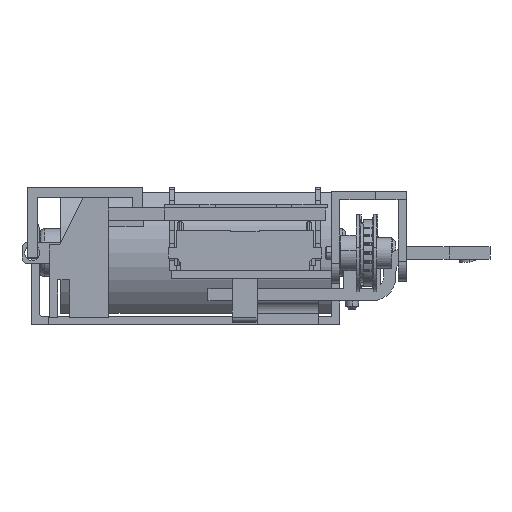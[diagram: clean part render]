
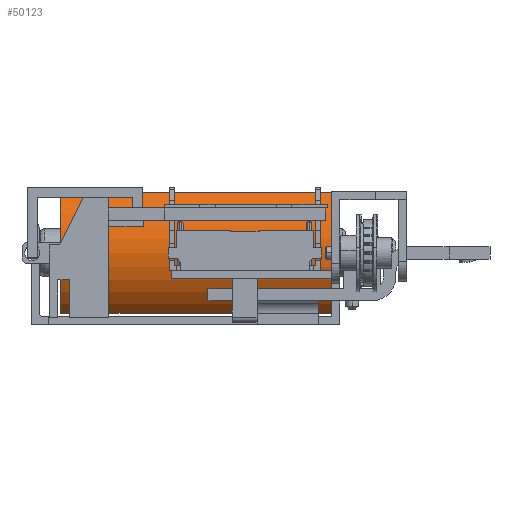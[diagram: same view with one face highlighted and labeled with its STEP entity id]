
A CAD part, left-side view. The second image highlights one B-rep face of the part: STEP entity #50123.
In plain terms, the highlighted cylindrical face has radius 7.7 mm (diameter 15.4 mm), a partial arc.
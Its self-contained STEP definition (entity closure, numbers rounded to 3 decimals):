
#6377=CARTESIAN_POINT('',(111.4,37.588,138.214));
#6378=DIRECTION('',(0.,-1.,0.));
#6379=DIRECTION('',(-0.641,0.,0.768));
#6380=AXIS2_PLACEMENT_3D('',#6377,#6378,#6379);
#6491=DIRECTION('',(0.,-1.,0.));
#6492=VECTOR('',#6491,26.5);
#6493=CARTESIAN_POINT('',(106.461,64.088,132.307));
#6494=LINE('',#6493,#6492);
#6495=DIRECTION('',(0.,1.,0.));
#6496=VECTOR('',#6495,26.5);
#6497=CARTESIAN_POINT('',(106.467,37.588,144.126));
#6498=LINE('',#6497,#6496);
#6524=CARTESIAN_POINT('',(111.4,64.088,138.214));
#6525=DIRECTION('',(0.,1.,0.));
#6526=DIRECTION('',(-0.641,0.,-0.767));
#6527=AXIS2_PLACEMENT_3D('',#6524,#6525,#6526);
#40244=CARTESIAN_POINT('',(106.461,64.088,132.307));
#40245=VERTEX_POINT('',#40244);
#40246=CARTESIAN_POINT('',(106.468,64.088,144.127));
#40247=VERTEX_POINT('',#40246);
#40248=CARTESIAN_POINT('',(106.465,37.588,144.125));
#40249=CARTESIAN_POINT('',(106.464,37.588,132.305));
#40250=VERTEX_POINT('',#40248);
#40251=VERTEX_POINT('',#40249);
#50109=CARTESIAN_POINT('',(111.4,50.838,138.214));
#50110=DIRECTION('',(0.,-1.,0.));
#50111=DIRECTION('',(-0.641,0.,0.768));
#50112=AXIS2_PLACEMENT_3D('',#50109,#50110,#50111);
#50113=CYLINDRICAL_SURFACE('',#50112,7.7);
#50114=ORIENTED_EDGE('',*,*,#49923,.T.);
#50116=ORIENTED_EDGE('',*,*,#50115,.F.);
#50118=ORIENTED_EDGE('',*,*,#50117,.T.);
#50120=ORIENTED_EDGE('',*,*,#50119,.F.);
#50121=EDGE_LOOP('',(#50114,#50116,#50118,#50120));
#50122=FACE_OUTER_BOUND('',#50121,.F.);
#50123=ADVANCED_FACE('',(#50122),#50113,.T.);
#6381=CIRCLE('',#6380,7.7);
#6528=CIRCLE('',#6527,7.7);
#49923=EDGE_CURVE('',#40250,#40251,#6381,.T.);
#50115=EDGE_CURVE('',#40245,#40251,#6494,.T.);
#50117=EDGE_CURVE('',#40245,#40247,#6528,.T.);
#50119=EDGE_CURVE('',#40250,#40247,#6498,.T.);
